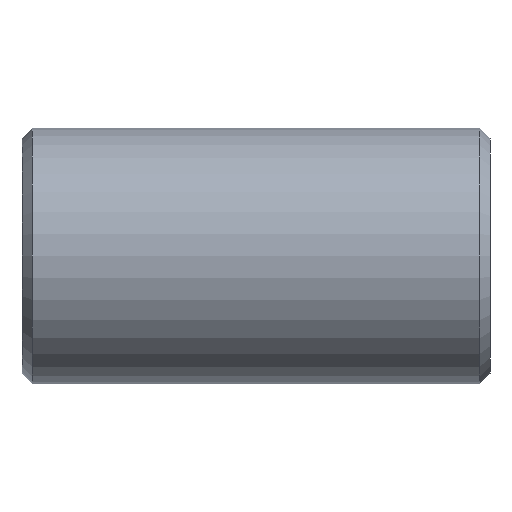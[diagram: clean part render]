
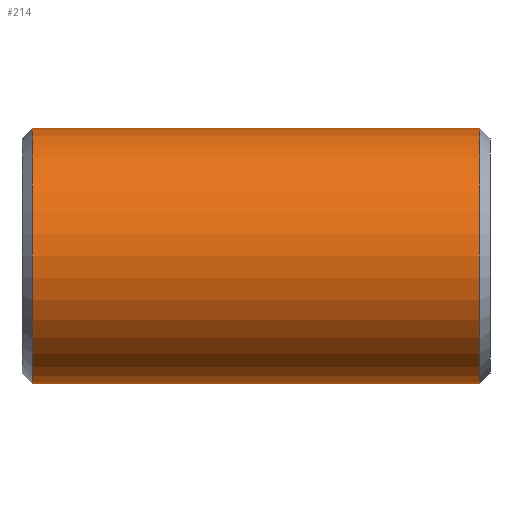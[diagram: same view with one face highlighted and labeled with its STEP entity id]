
A CAD part, front view. The second image highlights one B-rep face of the part: STEP entity #214.
In plain terms, the highlighted cylindrical face has radius 57.15 mm (diameter 114.3 mm), a partial arc.
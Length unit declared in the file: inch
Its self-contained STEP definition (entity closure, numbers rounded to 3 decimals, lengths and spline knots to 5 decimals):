
#9 = EDGE_CURVE ( 'NONE', #63, #573, #715, .T. ) ;
#23 = AXIS2_PLACEMENT_3D ( 'NONE', #38, #155, #160 ) ;
#38 = CARTESIAN_POINT ( 'NONE',  ( -3.943, 0., 0. ) ) ;
#49 = AXIS2_PLACEMENT_3D ( 'NONE', #554, #169, #388 ) ;
#57 = AXIS2_PLACEMENT_3D ( 'NONE', #93, #386, #497 ) ;
#62 = LINE ( 'NONE', #699, #256 ) ;
#63 = VERTEX_POINT ( 'NONE', #685 ) ;
#93 = CARTESIAN_POINT ( 'NONE',  ( 3.943, 0., 0. ) ) ;
#99 = FACE_OUTER_BOUND ( 'NONE', #301, .T. ) ;
#102 = ORIENTED_EDGE ( 'NONE', *, *, #531, .T. ) ;
#121 = DIRECTION ( 'NONE',  ( -1., 0., 0. ) ) ;
#155 = DIRECTION ( 'NONE',  ( 1., 0., 0. ) ) ;
#160 = DIRECTION ( 'NONE',  ( 0., 0., 1. ) ) ;
#169 = DIRECTION ( 'NONE',  ( -1., 0., 0. ) ) ;
#177 = ORIENTED_EDGE ( 'NONE', *, *, #236, .T. ) ;
#214 = ADVANCED_FACE ( 'NONE', ( #99 ), #744, .T. ) ;
#225 = VERTEX_POINT ( 'NONE', #672 ) ;
#236 = EDGE_CURVE ( 'NONE', #225, #465, #257, .T. ) ;
#256 = VECTOR ( 'NONE', #519, 39.37008 ) ;
#257 = CIRCLE ( 'NONE', #23, 2.25 ) ;
#298 = CARTESIAN_POINT ( 'NONE',  ( 4.12, 0., -2.25 ) ) ;
#301 = EDGE_LOOP ( 'NONE', ( #308, #640, #102, #177 ) ) ;
#308 = ORIENTED_EDGE ( 'NONE', *, *, #510, .F. ) ;
#350 = CARTESIAN_POINT ( 'NONE',  ( -3.943, 0., -2.25 ) ) ;
#386 = DIRECTION ( 'NONE',  ( -1., 0., 0. ) ) ;
#388 = DIRECTION ( 'NONE',  ( 0., 0., 1. ) ) ;
#450 = VECTOR ( 'NONE', #121, 39.37008 ) ;
#465 = VERTEX_POINT ( 'NONE', #350 ) ;
#468 = CARTESIAN_POINT ( 'NONE',  ( 3.943, 0., 2.25 ) ) ;
#497 = DIRECTION ( 'NONE',  ( 0., 0., -1. ) ) ;
#510 = EDGE_CURVE ( 'NONE', #63, #465, #637, .T. ) ;
#519 = DIRECTION ( 'NONE',  ( -1., 0., 0. ) ) ;
#531 = EDGE_CURVE ( 'NONE', #573, #225, #62, .T. ) ;
#554 = CARTESIAN_POINT ( 'NONE',  ( 4.12, 0., 0. ) ) ;
#573 = VERTEX_POINT ( 'NONE', #468 ) ;
#637 = LINE ( 'NONE', #298, #450 ) ;
#640 = ORIENTED_EDGE ( 'NONE', *, *, #9, .T. ) ;
#672 = CARTESIAN_POINT ( 'NONE',  ( -3.943, 0., 2.25 ) ) ;
#685 = CARTESIAN_POINT ( 'NONE',  ( 3.943, 0., -2.25 ) ) ;
#699 = CARTESIAN_POINT ( 'NONE',  ( 4.12, 0., 2.25 ) ) ;
#715 = CIRCLE ( 'NONE', #57, 2.25 ) ;
#744 = CYLINDRICAL_SURFACE ( 'NONE', #49, 2.25 ) ;
